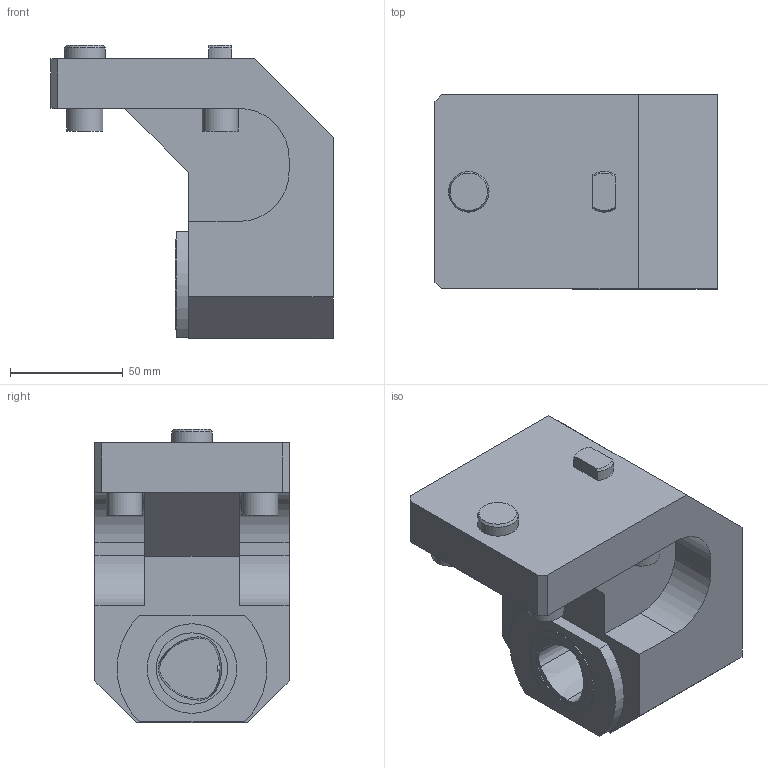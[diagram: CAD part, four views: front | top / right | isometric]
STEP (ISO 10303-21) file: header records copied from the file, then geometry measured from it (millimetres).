
FILE_DESCRIPTION(/* description */ (''),/* implementation_level */ '2;1');
FILE_NAME(/* name */ '1525421370053.stp',/* time_stamp */ '2018-05-04T13:39:53+05:00',/* author */ (''),/* organization */ ('SMS'),/* preprocessor_version */ 'ST-DEVELOPER v15',/* originating_system */ 'SIEMENS PLM Software NX 8.5',/* authorisation */ '');
FILE_SCHEMA (('AUTOMOTIVE_DESIGN { 1 0 10303 214 3 1 1 1 }'));
Length unit declared in the file: millimetre
Products named in the file (1): 201615609mod000_00
Bounding box: 125 x 86 x 130 mm (x, y, z)
Volume: 663697.9 mm3; surface area: 65244 mm2
Topology: 1 solids, 1 shells, 60 faces, 146 edges, 102 vertices
Faces by surface type: plane 35, cylinder 16, cone 9
Full cylindrical faces by diameter (mm): 2.5 x1, 15.33 x1, 16 x3, 18 x1, 31.6 x1, 39.7 x1
Entity records: 1805 total; most frequent: CARTESIAN_POINT 360, DIRECTION 300, ORIENTED_EDGE 262, EDGE_CURVE 131, AXIS2_PLACEMENT_3D 110, VERTEX_POINT 93, EDGE_LOOP 80, LINE 80
